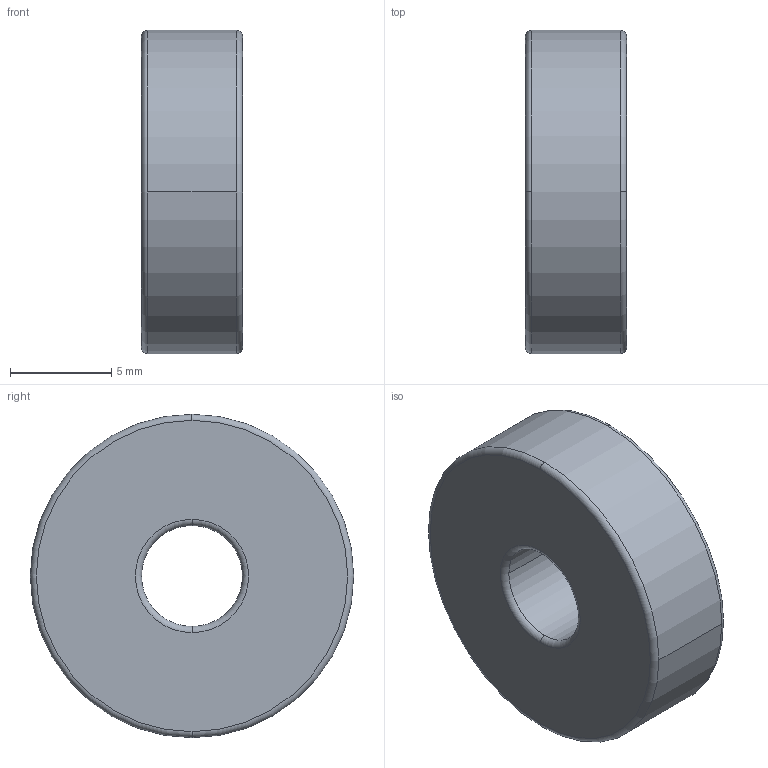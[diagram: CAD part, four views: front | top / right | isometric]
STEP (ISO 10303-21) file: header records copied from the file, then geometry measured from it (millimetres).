
FILE_DESCRIPTION(('STEP AP203'),'1');
FILE_NAME('bearing_625_0.stp','2014-09-26T21:09:13',('TraceParts'),('TraceParts S.A.'),'XStep 1.0',' ',' ');
FILE_SCHEMA(('CONFIG_CONTROL_DESIGN'));
Length unit declared in the file: millimetre
Products named in the file (1): 1
Bounding box: 5 x 16 x 16 mm (x, y, z)
Volume: 862.8 mm3; surface area: 1002.8 mm2
Topology: 1 solids, 2 shells, 32 faces, 76 edges, 52 vertices
Faces by surface type: cylinder 16, torus 8, plane 8
Entity records: 1022 total; most frequent: DIRECTION 202, CARTESIAN_POINT 161, ORIENTED_EDGE 152, AXIS2_PLACEMENT_3D 93, EDGE_CURVE 76, CIRCLE 60, VERTEX_POINT 52, EDGE_LOOP 40
